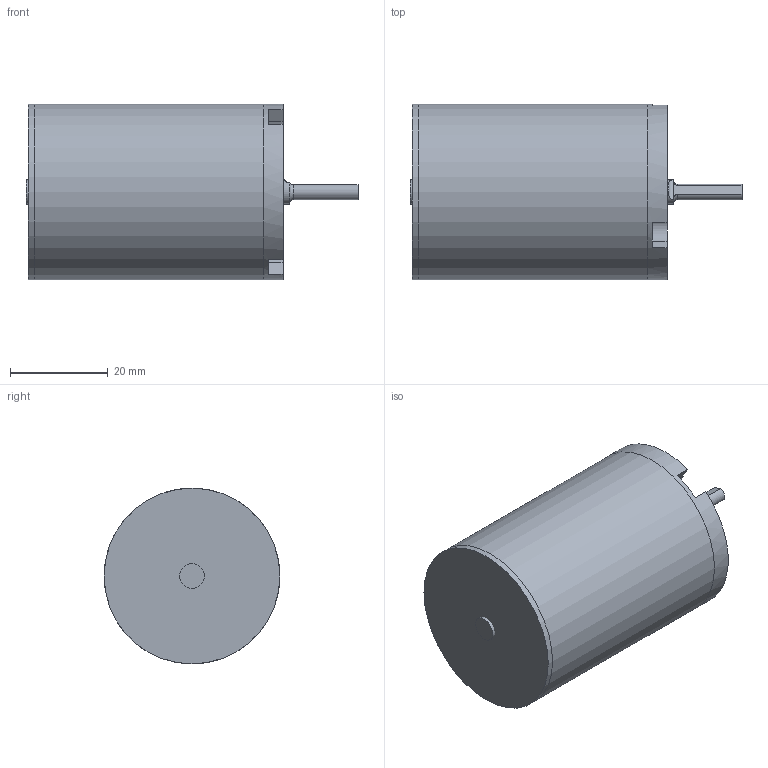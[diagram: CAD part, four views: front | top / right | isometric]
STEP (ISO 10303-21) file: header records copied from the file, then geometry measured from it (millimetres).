
FILE_DESCRIPTION(/* description */ (''),/* implementation_level */ '2;1');
FILE_NAME(/* name */ 'Castle Neu 1410 Motor v1.step',/* time_stamp */ '2022-10-02T15:21:22-05:00',/* author */ (''),/* organization */ (''),/* preprocessor_version */ 'ST-DEVELOPER v19',/* originating_system */ 'Autodesk Translation Framework v11.7.0.108',/* authorisation */ '');
FILE_SCHEMA (('AUTOMOTIVE_DESIGN { 1 0 10303 214 3 1 1 }'));
Length unit declared in the file: millimetre
Products named in the file (9): Castle Neu 1410 Motor; Castle Neu 1410 Can; Castle Neu 1410 Front Plate; Castle Neu 1410 End Cap; 5mmx9mmx3mm; Inner Race 5x9x3mm; Outer Race 5x9x3mm; 1.5mm ball; Castle Neu 1410 Rotor
Assembly tree (20 placements, depth 3):
  Castle Neu 1410 Motor
    Castle Neu 1410 Can
    Castle Neu 1410 Front Plate
    Castle Neu 1410 End Cap
    5mmx9mmx3mm  x2
      Inner Race 5x9x3mm
      Outer Race 5x9x3mm
      1.5mm ball
    Castle Neu 1410 Rotor
Bounding box: 68 x 36 x 36 mm (x, y, z)
Volume: 22245 mm3; surface area: 19336.9 mm2
Topology: 32 solids, 32 shells, 112 faces, 247 edges, 156 vertices
Faces by surface type: cylinder 34, plane 33, sphere 24, torus 21
Full cylindrical faces by diameter (mm): 3.3 x6, 5 x4, 6.8 x4, 7 x1, 7.2 x4, 9 x2, 10 x2, 18 x1, 32 x1, 33 x1, 36 x3
Entity records: 2269 total; most frequent: DIRECTION 414, CARTESIAN_POINT 368, ORIENTED_EDGE 280, AXIS2_PLACEMENT_3D 180, EDGE_CURVE 140, EDGE_LOOP 94, VERTEX_POINT 90, CIRCLE 82
